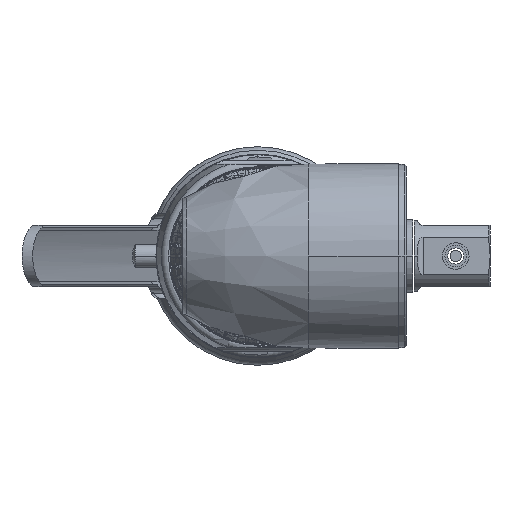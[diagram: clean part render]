
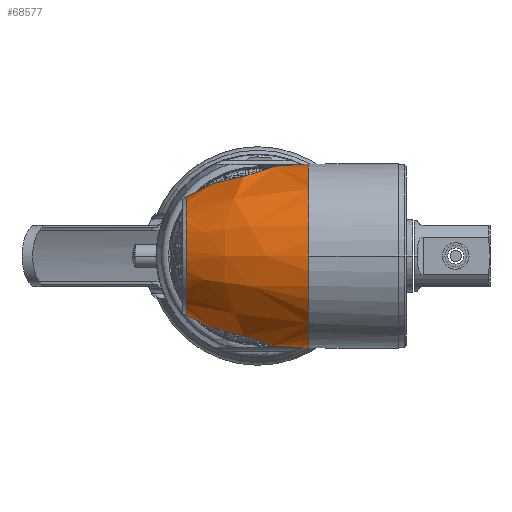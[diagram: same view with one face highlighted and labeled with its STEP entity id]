
A CAD part, left-side view. The second image highlights one B-rep face of the part: STEP entity #68577.
In plain terms, the highlighted free-form (B-spline) face has degree [3, 3] with [7, 4] control points.
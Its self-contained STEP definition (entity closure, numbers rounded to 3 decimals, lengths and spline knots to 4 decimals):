
#55779=CARTESIAN_POINT('',(-15.4668,0.584,0.));
#55780=DIRECTION('',(0.,1.,0.));
#55781=DIRECTION('',(0.675,0.,-0.738));
#55782=AXIS2_PLACEMENT_3D('',#55779,#55780,#55781);
#55789=CARTESIAN_POINT('',(-15.4668,-0.416,0.));
#55790=DIRECTION('',(0.,1.,0.));
#55791=DIRECTION('',(-1.,0.,0.));
#55792=AXIS2_PLACEMENT_3D('',#55789,#55790,#55791);
#55827=CARTESIAN_POINT('',(-15.4668,-0.416,0.));
#55828=DIRECTION('',(0.,-1.,0.));
#55829=DIRECTION('',(-1.,0.,0.));
#55830=AXIS2_PLACEMENT_3D('',#55827,#55828,#55829);
#55953=CARTESIAN_POINT('',(-15.1387,0.584,
0.3583));
#55954=CARTESIAN_POINT('',(-15.1505,0.5646,
0.3843));
#55955=CARTESIAN_POINT('',(-15.1745,0.5243,
0.4309));
#55956=CARTESIAN_POINT('',(-15.2076,0.4645,
0.4858));
#55957=CARTESIAN_POINT('',(-15.2365,0.4057,
0.5301));
#55958=CARTESIAN_POINT('',(-15.2594,0.3487,
0.5655));
#55959=CARTESIAN_POINT('',(-15.275,0.2936,
0.5938));
#55960=CARTESIAN_POINT('',(-15.2828,0.2365,
0.6179));
#55961=CARTESIAN_POINT('',(-15.2802,0.1734,
0.6387));
#55962=CARTESIAN_POINT('',(-15.2646,0.1056,
0.6546));
#55963=CARTESIAN_POINT('',(-15.2375,0.0344,
0.6646));
#55964=CARTESIAN_POINT('',(-15.2,-0.0423,
0.6682));
#55965=CARTESIAN_POINT('',(-15.1539,-0.1248,
0.6635));
#55966=CARTESIAN_POINT('',(-15.0999,-0.2139,
0.6485));
#55967=CARTESIAN_POINT('',(-15.0389,-0.3103,
0.6197));
#55968=CARTESIAN_POINT('',(-14.9934,-0.3804,
0.5874));
#55969=CARTESIAN_POINT('',(-14.9701,-0.416,
0.567));
#56023=CARTESIAN_POINT('',(-14.9701,-0.416,
-0.567));
#56024=CARTESIAN_POINT('',(-14.9933,-0.3805,
-0.5873));
#56025=CARTESIAN_POINT('',(-15.0386,-0.3108,
-0.6195));
#56026=CARTESIAN_POINT('',(-15.0994,-0.2148,
-0.6483));
#56027=CARTESIAN_POINT('',(-15.1531,-0.126,
-0.6634));
#56028=CARTESIAN_POINT('',(-15.1992,-0.0439,
-0.6681));
#56029=CARTESIAN_POINT('',(-15.2366,0.0325,
-0.6648));
#56030=CARTESIAN_POINT('',(-15.2639,0.1033,
-0.655));
#56031=CARTESIAN_POINT('',(-15.2799,0.1709,
-0.6394));
#56032=CARTESIAN_POINT('',(-15.283,0.2343,
-0.6187));
#56033=CARTESIAN_POINT('',(-15.2753,0.2919,
-0.5946));
#56034=CARTESIAN_POINT('',(-15.2598,0.3475,
-0.5662));
#56035=CARTESIAN_POINT('',(-15.237,0.4047,
-0.5308));
#56036=CARTESIAN_POINT('',(-15.208,0.4639,
-0.4864));
#56037=CARTESIAN_POINT('',(-15.1747,0.5239,
-0.4313));
#56038=CARTESIAN_POINT('',(-15.1506,0.5645,
-0.3845));
#56039=CARTESIAN_POINT('',(-15.1387,0.584,
-0.3583));
#66819=VERTEX_POINT('',#55953);
#66820=VERTEX_POINT('',#55969);
#66823=VERTEX_POINT('',#56023);
#66824=VERTEX_POINT('',#56039);
#66827=CARTESIAN_POINT('',(-16.2205,-0.416,0.));
#66828=VERTEX_POINT('',#66827);
#68537=CARTESIAN_POINT('',(-14.9087,-0.4369,
-0.5065));
#68538=CARTESIAN_POINT('',(-14.9059,-0.0694,
-0.5091));
#68539=CARTESIAN_POINT('',(-14.9763,0.2857,
-0.4452));
#68540=CARTESIAN_POINT('',(-15.1149,0.6021,
-0.3194));
#68541=CARTESIAN_POINT('',(-15.458,-0.4369,
-1.1117));
#68542=CARTESIAN_POINT('',(-15.4579,-0.0694,
-1.1174));
#68543=CARTESIAN_POINT('',(-15.459,0.2857,
-0.977));
#68544=CARTESIAN_POINT('',(-15.4612,0.6021,
-0.701));
#68545=CARTESIAN_POINT('',(-16.2204,-0.4369,
-0.8173));
#68546=CARTESIAN_POINT('',(-16.2242,-0.0694,
-0.8214));
#68547=CARTESIAN_POINT('',(-16.1291,0.2857,
-0.7183));
#68548=CARTESIAN_POINT('',(-15.942,0.6021,
-0.5154));
#68549=CARTESIAN_POINT('',(-16.2204,-0.4369,0.));
#68550=CARTESIAN_POINT('',(-16.2242,-0.0694,0.));
#68551=CARTESIAN_POINT('',(-16.1291,0.2857,0.));
#68552=CARTESIAN_POINT('',(-15.942,0.6021,0.));
#68553=CARTESIAN_POINT('',(-16.2204,-0.4369,
0.8173));
#68554=CARTESIAN_POINT('',(-16.2242,-0.0694,
0.8214));
#68555=CARTESIAN_POINT('',(-16.1291,0.2857,
0.7183));
#68556=CARTESIAN_POINT('',(-15.942,0.6021,
0.5154));
#68557=CARTESIAN_POINT('',(-15.458,-0.4369,
1.1117));
#68558=CARTESIAN_POINT('',(-15.4579,-0.0694,
1.1174));
#68559=CARTESIAN_POINT('',(-15.459,0.2857,
0.977));
#68560=CARTESIAN_POINT('',(-15.4612,0.6021,
0.701));
#68561=CARTESIAN_POINT('',(-14.9087,-0.4369,
0.5065));
#68562=CARTESIAN_POINT('',(-14.9059,-0.0694,
0.5091));
#68563=CARTESIAN_POINT('',(-14.9763,0.2857,
0.4452));
#68564=CARTESIAN_POINT('',(-15.1149,0.6021,
0.3194));
#68565=(BOUNDED_SURFACE()B_SPLINE_SURFACE(3,3,((#68537,#68538,#68539,#68540),(
#68541,#68542,#68543,#68544),(#68545,#68546,#68547,#68548),(#68549,#68550,
#68551,#68552),(#68553,#68554,#68555,#68556),(#68557,#68558,#68559,#68560),(
#68561,#68562,#68563,#68564)),.UNSPECIFIED.,.F.,.F.,.F.)B_SPLINE_SURFACE_WITH_KNOTS((4,3,4),(4,4),(0.,1.,2.),(0.,1.),.UNSPECIFIED.)GEOMETRIC_REPRESENTATION_ITEM()RATIONAL_B_SPLINE_SURFACE(((1.498,1.461,
1.461,1.498),(0.859,0.838,
0.838,0.859),(0.859,0.838,
0.838,0.859),(1.498,1.461,
1.461,1.498),(0.859,0.838,
0.838,0.859),(0.859,0.838,
0.838,0.859),(1.498,1.461,
1.461,1.498)))REPRESENTATION_ITEM('')SURFACE());
#68567=ORIENTED_EDGE('',*,*,#68566,.T.);
#68569=ORIENTED_EDGE('',*,*,#68568,.F.);
#68571=ORIENTED_EDGE('',*,*,#68570,.T.);
#68573=ORIENTED_EDGE('',*,*,#68572,.T.);
#68574=ORIENTED_EDGE('',*,*,#68530,.T.);
#68575=EDGE_LOOP('',(#68567,#68569,#68571,#68573,#68574));
#68576=FACE_OUTER_BOUND('',#68575,.F.);
#68577=ADVANCED_FACE('',(#68576),#68565,.T.);
#55783=CIRCLE('',#55782,0.4858);
#55793=CIRCLE('',#55792,0.7538);
#55831=CIRCLE('',#55830,0.7538);
#55970=B_SPLINE_CURVE_WITH_KNOTS('',3,(#55953,#55954,#55955,#55956,#55957,
#55958,#55959,#55960,#55961,#55962,#55963,#55964,#55965,#55966,#55967,#55968,
#55969),.UNSPECIFIED.,.F.,.F.,(4,1,1,1,1,1,1,1,1,1,1,1,1,1,4),(0.,
0.0714,0.1429,0.2143,0.2857,
0.3571,0.4286,0.5,0.5714,0.6429,
0.7143,0.7857,0.8571,0.9286,1.),
.UNSPECIFIED.);
#56040=B_SPLINE_CURVE_WITH_KNOTS('',3,(#56023,#56024,#56025,#56026,#56027,
#56028,#56029,#56030,#56031,#56032,#56033,#56034,#56035,#56036,#56037,#56038,
#56039),.UNSPECIFIED.,.F.,.F.,(4,1,1,1,1,1,1,1,1,1,1,1,1,1,4),(0.,
0.0714,0.1429,0.2143,0.2857,
0.3571,0.4286,0.5,0.5714,0.6429,
0.7143,0.7857,0.8571,0.9286,1.),
.UNSPECIFIED.);
#68530=EDGE_CURVE('',#66824,#66819,#55783,.T.);
#68566=EDGE_CURVE('',#66819,#66820,#55970,.T.);
#68568=EDGE_CURVE('',#66828,#66820,#55793,.T.);
#68570=EDGE_CURVE('',#66828,#66823,#55831,.T.);
#68572=EDGE_CURVE('',#66823,#66824,#56040,.T.);
